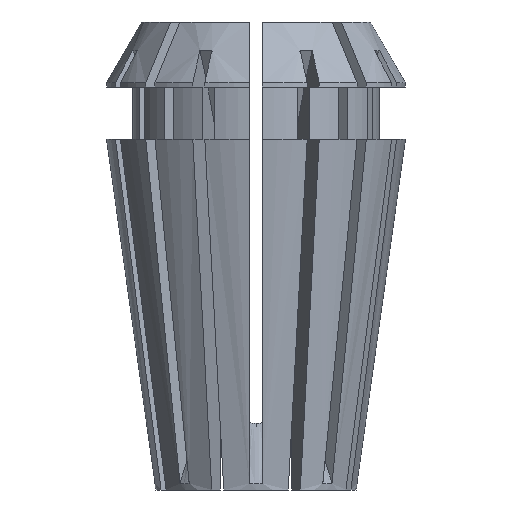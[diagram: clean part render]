
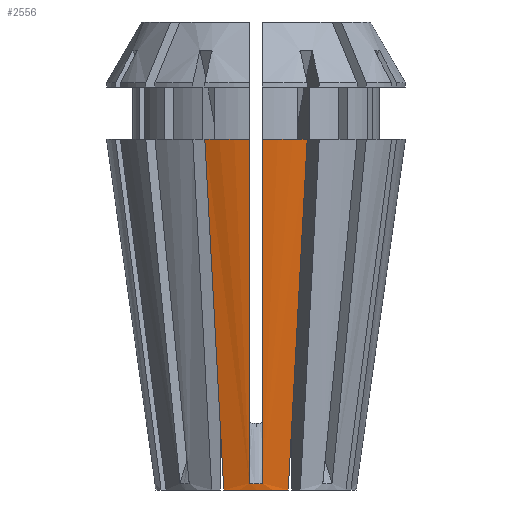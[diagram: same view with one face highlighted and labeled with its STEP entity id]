
A CAD part, left-side view. The second image highlights one B-rep face of the part: STEP entity #2556.
In plain terms, the highlighted conical face has half-angle 8 degrees and reference radius 3.856 mm.
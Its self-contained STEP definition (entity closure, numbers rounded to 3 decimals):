
#154 = VERTEX_POINT ( 'NONE', #1627 ) ;
#183 = CARTESIAN_POINT ( 'NONE',  ( 0., 0., 13.5 ) ) ;
#187 = VERTEX_POINT ( 'NONE', #2874 ) ;
#192 = CARTESIAN_POINT ( 'NONE',  ( -3.802, 1.304, 1.166 ) ) ;
#214 = B_SPLINE_CURVE_WITH_KNOTS ( 'NONE', 3,
 ( #4235, #2179, #573, #2623, #2996, #192, #1817 ),
 .UNSPECIFIED., .F., .F.,
 ( 4, 3, 4 ),
 ( 0., 0.01, 0.014 ),
 .UNSPECIFIED. ) ;
#221 = EDGE_CURVE ( 'NONE', #2859, #4550, #3685, .T. ) ;
#265 = ORIENTED_EDGE ( 'NONE', *, *, #2228, .T. ) ;
#290 = AXIS2_PLACEMENT_3D ( 'NONE', #4316, #4387, #1106 ) ;
#364 = B_SPLINE_CURVE_WITH_KNOTS ( 'NONE', 3,
 ( #3814, #1751, #3450, #1007 ),
 .UNSPECIFIED., .F., .F.,
 ( 4, 4 ),
 ( 0.022, 0.036 ),
 .UNSPECIFIED. ) ;
#392 = CARTESIAN_POINT ( 'NONE',  ( 0., 0., 0. ) ) ;
#397 = EDGE_CURVE ( 'NONE', #1934, #5137, #1437, .T. ) ;
#510 = CARTESIAN_POINT ( 'NONE',  ( -4.972, -1.789, 10.166 ) ) ;
#573 = CARTESIAN_POINT ( 'NONE',  ( -4.539, 1.61, 6.832 ) ) ;
#659 = VERTEX_POINT ( 'NONE', #2714 ) ;
#801 = AXIS2_PLACEMENT_3D ( 'NONE', #3234, #1957, #3202 ) ;
#828 = ORIENTED_EDGE ( 'NONE', *, *, #3688, .T. ) ;
#845 = DIRECTION ( 'NONE',  ( -1., 0., 0. ) ) ;
#910 = CARTESIAN_POINT ( 'NONE',  ( -4.105, -1.43, 3.498 ) ) ;
#924 = CARTESIAN_POINT ( 'NONE',  ( -3.884, -0.25, 0.256 ) ) ;
#1007 = CARTESIAN_POINT ( 'NONE',  ( -3.884, -0.25, 0.256 ) ) ;
#1066 = EDGE_CURVE ( 'NONE', #154, #2859, #3717, .T. ) ;
#1106 = DIRECTION ( 'NONE',  ( -1., 0., 0. ) ) ;
#1271 = B_SPLINE_CURVE_WITH_KNOTS ( 'NONE', 3,
 ( #4244, #510, #4191, #910, #2155, #4578, #3766 ),
 .UNSPECIFIED., .F., .F.,
 ( 4, 3, 4 ),
 ( 0., 0.01, 0.014 ),
 .UNSPECIFIED. ) ;
#1410 = EDGE_CURVE ( 'NONE', #1934, #659, #1271, .T. ) ;
#1437 = CIRCLE ( 'NONE', #2249, 5.753 ) ;
#1627 = CARTESIAN_POINT ( 'NONE',  ( -5.748, 0.25, 13.5 ) ) ;
#1634 = ORIENTED_EDGE ( 'NONE', *, *, #1066, .F. ) ;
#1638 = ORIENTED_EDGE ( 'NONE', *, *, #1410, .F. ) ;
#1751 = CARTESIAN_POINT ( 'NONE',  ( -5.126, -0.25, 9.085 ) ) ;
#1817 = CARTESIAN_POINT ( 'NONE',  ( -3.65, 1.241, 0. ) ) ;
#1934 = VERTEX_POINT ( 'NONE', #4428 ) ;
#1957 = DIRECTION ( 'NONE',  ( 0., 0., 1. ) ) ;
#2024 = VERTEX_POINT ( 'NONE', #5220 ) ;
#2039 = CARTESIAN_POINT ( 'NONE',  ( -5.748, -0.25, 13.5 ) ) ;
#2148 = CARTESIAN_POINT ( 'NONE',  ( -3.884, -0.25, 0.256 ) ) ;
#2149 = EDGE_LOOP ( 'NONE', ( #828, #4846, #4099, #1638, #3316, #265, #4534, #1634 ) ) ;
#2155 = CARTESIAN_POINT ( 'NONE',  ( -3.954, -1.367, 2.332 ) ) ;
#2179 = CARTESIAN_POINT ( 'NONE',  ( -4.972, 1.789, 10.166 ) ) ;
#2216 = CARTESIAN_POINT ( 'NONE',  ( -5.748, 0.25, 13.5 ) ) ;
#2228 = EDGE_CURVE ( 'NONE', #5137, #4550, #364, .T. ) ;
#2249 = AXIS2_PLACEMENT_3D ( 'NONE', #183, #4609, #4223 ) ;
#2511 = CARTESIAN_POINT ( 'NONE',  ( -3.884, 0.25, 0.256 ) ) ;
#2556 = ADVANCED_FACE ( 'NONE', ( #2618 ), #4684, .T. ) ;
#2618 = FACE_OUTER_BOUND ( 'NONE', #2149, .T. ) ;
#2623 = CARTESIAN_POINT ( 'NONE',  ( -4.105, 1.43, 3.498 ) ) ;
#2714 = CARTESIAN_POINT ( 'NONE',  ( -3.65, -1.241, 0. ) ) ;
#2859 = VERTEX_POINT ( 'NONE', #3080 ) ;
#2874 = CARTESIAN_POINT ( 'NONE',  ( -5.406, 1.969, 13.5 ) ) ;
#2935 = CARTESIAN_POINT ( 'NONE',  ( -3.892, 0.083, 0.237 ) ) ;
#2996 = CARTESIAN_POINT ( 'NONE',  ( -3.954, 1.367, 2.332 ) ) ;
#3080 = CARTESIAN_POINT ( 'NONE',  ( -3.884, 0.25, 0.256 ) ) ;
#3202 = DIRECTION ( 'NONE',  ( 1., 0., 0. ) ) ;
#3234 = CARTESIAN_POINT ( 'NONE',  ( 0., 0., 0. ) ) ;
#3316 = ORIENTED_EDGE ( 'NONE', *, *, #397, .T. ) ;
#3337 = AXIS2_PLACEMENT_3D ( 'NONE', #392, #3634, #845 ) ;
#3450 = CARTESIAN_POINT ( 'NONE',  ( -4.505, -0.25, 4.67 ) ) ;
#3576 = EDGE_CURVE ( 'NONE', #187, #2024, #214, .T. ) ;
#3634 = DIRECTION ( 'NONE',  ( 0., 0., -1. ) ) ;
#3685 = B_SPLINE_CURVE_WITH_KNOTS ( 'NONE', 3,
 ( #2511, #2935, #4193, #924 ),
 .UNSPECIFIED., .F., .F.,
 ( 4, 4 ),
 ( 0., 0.001 ),
 .UNSPECIFIED. ) ;
#3688 = EDGE_CURVE ( 'NONE', #154, #187, #5228, .T. ) ;
#3717 = B_SPLINE_CURVE_WITH_KNOTS ( 'NONE', 3,
 ( #2216, #4287, #4307, #3828 ),
 .UNSPECIFIED., .F., .F.,
 ( 4, 4 ),
 ( 0.022, 0.036 ),
 .UNSPECIFIED. ) ;
#3766 = CARTESIAN_POINT ( 'NONE',  ( -3.65, -1.241, 0. ) ) ;
#3814 = CARTESIAN_POINT ( 'NONE',  ( -5.748, -0.25, 13.5 ) ) ;
#3828 = CARTESIAN_POINT ( 'NONE',  ( -3.884, 0.25, 0.256 ) ) ;
#4099 = ORIENTED_EDGE ( 'NONE', *, *, #5087, .F. ) ;
#4191 = CARTESIAN_POINT ( 'NONE',  ( -4.539, -1.61, 6.832 ) ) ;
#4193 = CARTESIAN_POINT ( 'NONE',  ( -3.892, -0.083, 0.237 ) ) ;
#4223 = DIRECTION ( 'NONE',  ( -1., 0., 0. ) ) ;
#4235 = CARTESIAN_POINT ( 'NONE',  ( -5.406, 1.969, 13.5 ) ) ;
#4244 = CARTESIAN_POINT ( 'NONE',  ( -5.406, -1.969, 13.5 ) ) ;
#4287 = CARTESIAN_POINT ( 'NONE',  ( -5.126, 0.25, 9.085 ) ) ;
#4307 = CARTESIAN_POINT ( 'NONE',  ( -4.505, 0.25, 4.67 ) ) ;
#4316 = CARTESIAN_POINT ( 'NONE',  ( 0., 0., 13.5 ) ) ;
#4387 = DIRECTION ( 'NONE',  ( 0., 0., -1. ) ) ;
#4428 = CARTESIAN_POINT ( 'NONE',  ( -5.406, -1.969, 13.5 ) ) ;
#4534 = ORIENTED_EDGE ( 'NONE', *, *, #221, .F. ) ;
#4550 = VERTEX_POINT ( 'NONE', #2148 ) ;
#4578 = CARTESIAN_POINT ( 'NONE',  ( -3.802, -1.304, 1.166 ) ) ;
#4609 = DIRECTION ( 'NONE',  ( 0., 0., -1. ) ) ;
#4684 = CONICAL_SURFACE ( 'NONE', #801, 3.856, 0.14 ) ;
#4846 = ORIENTED_EDGE ( 'NONE', *, *, #3576, .T. ) ;
#4889 = CIRCLE ( 'NONE', #3337, 3.856 ) ;
#5087 = EDGE_CURVE ( 'NONE', #659, #2024, #4889, .T. ) ;
#5137 = VERTEX_POINT ( 'NONE', #2039 ) ;
#5220 = CARTESIAN_POINT ( 'NONE',  ( -3.65, 1.241, 0. ) ) ;
#5228 = CIRCLE ( 'NONE', #290, 5.753 ) ;
